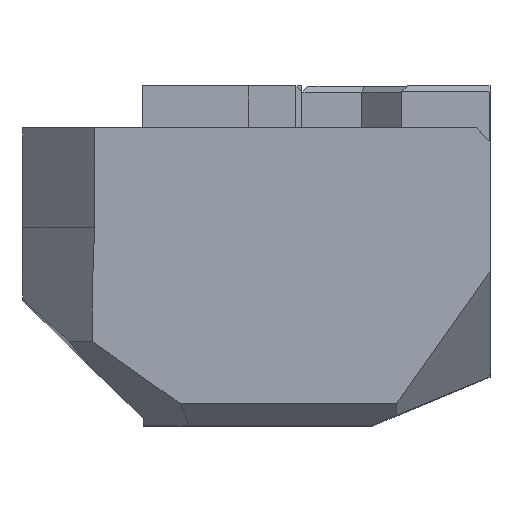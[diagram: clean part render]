
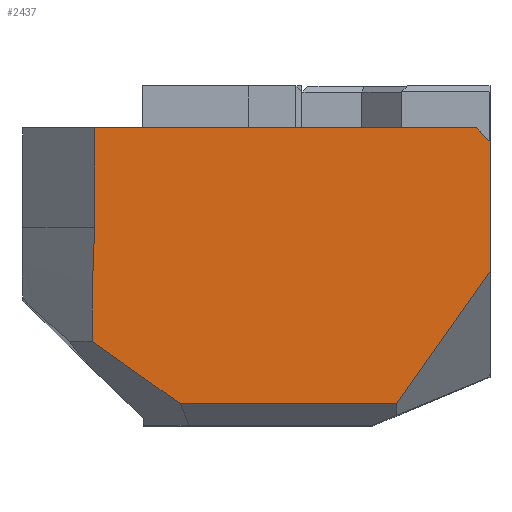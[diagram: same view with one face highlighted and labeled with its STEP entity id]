
A CAD part, top view. The second image highlights one B-rep face of the part: STEP entity #2437.
In plain terms, the highlighted planar face has unit normal (0, 0, 1).
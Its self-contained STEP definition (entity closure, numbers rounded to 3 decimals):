
#20=(
BOUNDED_CURVE()
B_SPLINE_CURVE(2,(#3718,#3719,#3720),.UNSPECIFIED.,.F.,.F.)
B_SPLINE_CURVE_WITH_KNOTS((3,3),(219.865,246.593),
 .UNSPECIFIED.)
CURVE()
GEOMETRIC_REPRESENTATION_ITEM()
RATIONAL_B_SPLINE_CURVE((22.807,22.781,22.427))
REPRESENTATION_ITEM('')
);
#45=B_SPLINE_CURVE_WITH_KNOTS('',3,(#3711,#3712,#3713,#3714,#3715,#3716),
 .UNSPECIFIED.,.F.,.F.,(4,2,4),(0.01,0.505,1.01),
 .UNSPECIFIED.);
#77=PLANE('',#2598);
#205=FACE_OUTER_BOUND('',#347,.T.);
#347=EDGE_LOOP('',(#1812,#1813,#1814,#1815,#1816,#1817,#1818,#1819));
#528=LINE('',#3679,#809);
#540=LINE('',#3703,#821);
#542=LINE('',#3707,#823);
#543=LINE('',#3709,#824);
#544=LINE('',#3722,#825);
#545=LINE('',#3723,#826);
#809=VECTOR('',#2888,10.);
#821=VECTOR('',#2906,10.);
#823=VECTOR('',#2910,10.);
#824=VECTOR('',#2911,10.);
#825=VECTOR('',#2912,10.);
#826=VECTOR('',#2913,10.);
#1140=VERTEX_POINT('',#3676);
#1141=VERTEX_POINT('',#3678);
#1150=VERTEX_POINT('',#3702);
#1151=VERTEX_POINT('',#3706);
#1152=VERTEX_POINT('',#3708);
#1153=VERTEX_POINT('',#3710);
#1154=VERTEX_POINT('',#3717);
#1155=VERTEX_POINT('',#3721);
#1394=EDGE_CURVE('',#1141,#1140,#528,.T.);
#1406=EDGE_CURVE('',#1150,#1141,#540,.T.);
#1408=EDGE_CURVE('',#1151,#1140,#542,.T.);
#1409=EDGE_CURVE('',#1152,#1151,#543,.F.);
#1410=EDGE_CURVE('',#1153,#1152,#45,.T.);
#1411=EDGE_CURVE('',#1154,#1153,#20,.F.);
#1412=EDGE_CURVE('',#1154,#1155,#544,.T.);
#1413=EDGE_CURVE('',#1155,#1150,#545,.F.);
#1812=ORIENTED_EDGE('',*,*,#1406,.T.);
#1813=ORIENTED_EDGE('',*,*,#1394,.T.);
#1814=ORIENTED_EDGE('',*,*,#1408,.F.);
#1815=ORIENTED_EDGE('',*,*,#1409,.F.);
#1816=ORIENTED_EDGE('',*,*,#1410,.F.);
#1817=ORIENTED_EDGE('',*,*,#1411,.F.);
#1818=ORIENTED_EDGE('',*,*,#1412,.T.);
#1819=ORIENTED_EDGE('',*,*,#1413,.T.);
#2437=ADVANCED_FACE('',(#205),#77,.T.);
#2598=AXIS2_PLACEMENT_3D('',#3705,#2908,#2909);
#2888=DIRECTION('',(0.,1.,0.));
#2906=DIRECTION('',(0.577,0.816,0.));
#2908=DIRECTION('center_axis',(0.,0.,
1.));
#2909=DIRECTION('ref_axis',(1.,0.,0.));
#2910=DIRECTION('',(0.707,-0.707,0.));
#2911=DIRECTION('',(-1.,0.,0.));
#2912=DIRECTION('',(0.816,-0.577,0.));
#2913=DIRECTION('',(-1.,0.,0.));
#3676=CARTESIAN_POINT('',(129.286,156.253,7.4));
#3678=CARTESIAN_POINT('',(129.286,143.195,7.4));
#3679=CARTESIAN_POINT('',(129.286,144.443,7.4));
#3702=CARTESIAN_POINT('',(119.882,129.895,7.4));
#3703=CARTESIAN_POINT('',(123.386,134.852,7.4));
#3705=CARTESIAN_POINT('Origin',(106.066,143.23,7.4));
#3706=CARTESIAN_POINT('',(127.886,157.653,7.4));
#3707=CARTESIAN_POINT('',(126.136,159.402,7.4));
#3708=CARTESIAN_POINT('',(89.496,157.653,7.4));
#3709=CARTESIAN_POINT('',(113.321,157.653,7.4));
#3710=CARTESIAN_POINT('',(89.496,147.653,7.4));
#3711=CARTESIAN_POINT('Ctrl Pts',(89.496,147.653,7.4));
#3712=CARTESIAN_POINT('Ctrl Pts',(89.496,149.303,7.4));
#3713=CARTESIAN_POINT('Ctrl Pts',(89.496,150.953,7.4));
#3714=CARTESIAN_POINT('Ctrl Pts',(89.496,154.286,7.4));
#3715=CARTESIAN_POINT('Ctrl Pts',(89.496,155.969,7.4));
#3716=CARTESIAN_POINT('Ctrl Pts',(89.496,157.653,7.4));
#3717=CARTESIAN_POINT('',(89.26,136.152,7.4));
#3718=CARTESIAN_POINT('Ctrl Pts',(89.496,147.653,7.4));
#3719=CARTESIAN_POINT('Ctrl Pts',(89.187,142.01,7.4));
#3720=CARTESIAN_POINT('Ctrl Pts',(89.26,136.152,7.4));
#3721=CARTESIAN_POINT('',(98.108,129.895,7.4));
#3722=CARTESIAN_POINT('',(97.26,130.495,7.4));
#3723=CARTESIAN_POINT('',(106.49,129.895,7.4));
